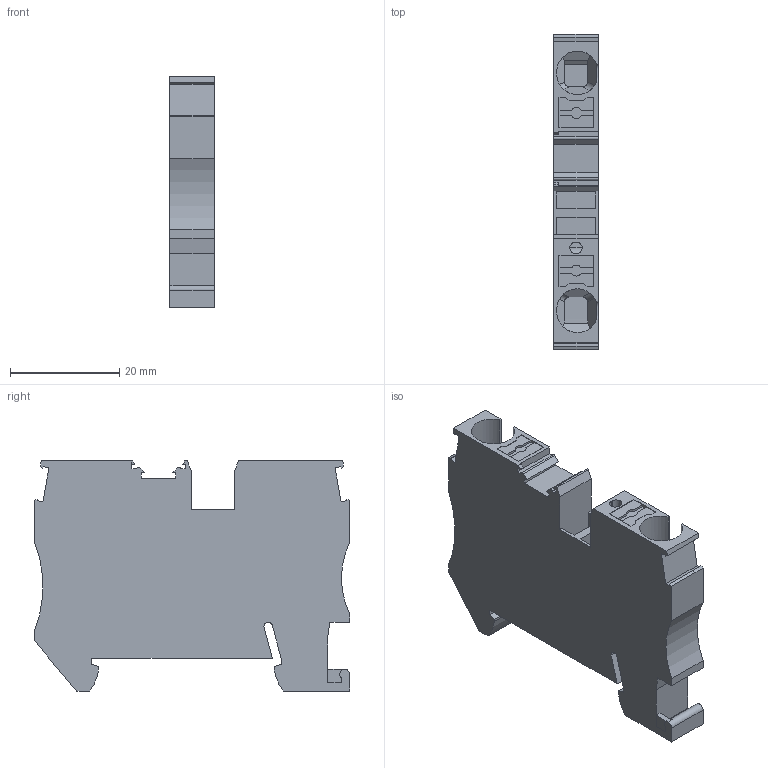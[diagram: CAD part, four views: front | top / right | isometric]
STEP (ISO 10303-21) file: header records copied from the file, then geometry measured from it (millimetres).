
FILE_DESCRIPTION(('Creo Elements/Direct Modeling STEP Export'),'2;1');
FILE_NAME('model.stp','2017-10-10T15:17:22',(''),(''),'Creo Elements/Direct Modeling STEP processor for AP214 (Solid Model)','Creo Elements/Direct Modeling 18.1I 14-Aug-2016 (C) Parametric Technology GmbH','');
FILE_SCHEMA(('AUTOMOTIVE_DESIGN { 1 0 10303 214 1 1 1 1 }'));
Length unit declared in the file: millimetre
Products named in the file (2): PT_6-SELECT
Assembly tree (1 placements, depth 2):
  PT_6-SELECT
    PT_6-SELECT
Bounding box: 8.15 x 57.73 x 42.2 mm (x, y, z)
Volume: 13863.2 mm3; surface area: 7741.3 mm2
Topology: 1 solids, 1 shells, 174 faces, 499 edges, 330 vertices
Faces by surface type: plane 142, cylinder 32
Entity records: 7768 total; most frequent: CARTESIAN_POINT 1751, ORIENTED_EDGE 998, DIRECTION 897, EDGE_CURVE 499, VECTOR 413, LINE 413, VERTEX_POINT 330, AXIS2_PLACEMENT_3D 242
